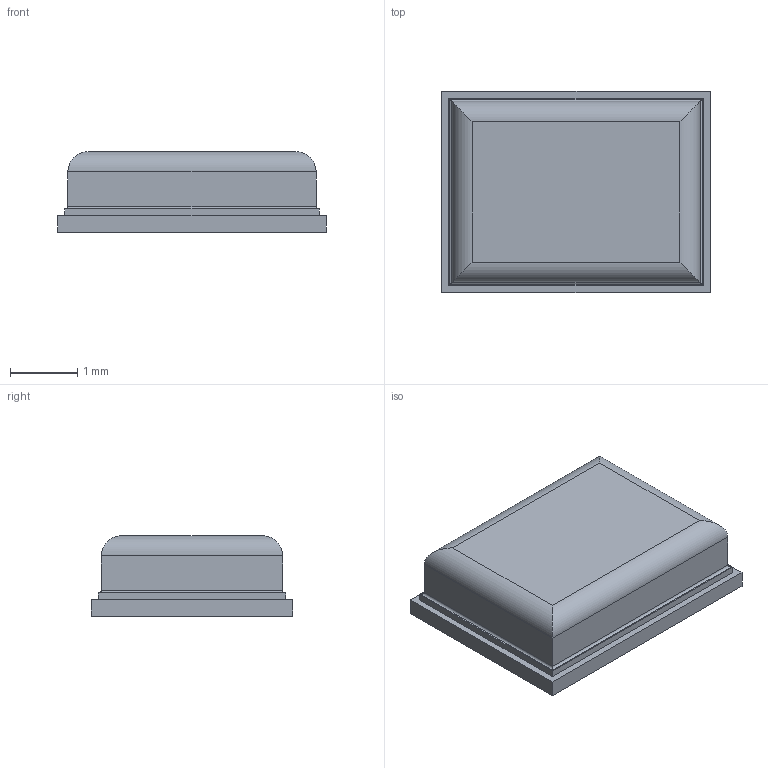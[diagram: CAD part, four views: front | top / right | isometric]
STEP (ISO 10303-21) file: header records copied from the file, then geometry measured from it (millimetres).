
FILE_DESCRIPTION(('FreeCAD Model'),'2;1');
FILE_NAME('IM69D130.step', '2020-01-13T10:45:57',('Author'),(''), 'Open CASCADE STEP processor 7.3','FreeCAD','Unknown');
FILE_SCHEMA(('AUTOMOTIVE_DESIGN { 1 0 10303 214 1 1 1 1 }'));
Length unit declared in the file: millimetre
Products named in the file (3): IM69D130; Bot; Body
Assembly tree (2 placements, depth 2):
  IM69D130
    Bot
    Body
Bounding box: 4 x 3 x 1.2 mm (x, y, z)
Volume: 12.3 mm3; surface area: 59.4 mm2
Topology: 2 solids, 2 shells, 31 faces, 61 edges, 38 vertices
Faces by surface type: plane 20, cylinder 11
Full cylindrical faces by diameter (mm): 0.4 x1, 0.48 x1, 0.6 x1
Entity records: 1740 total; most frequent: CARTESIAN_POINT 383, DIRECTION 249, LINE 147, VECTOR 147, ORIENTED_EDGE 122, PCURVE 122, DEFINITIONAL_REPRESENTATION 122, EDGE_CURVE 61
